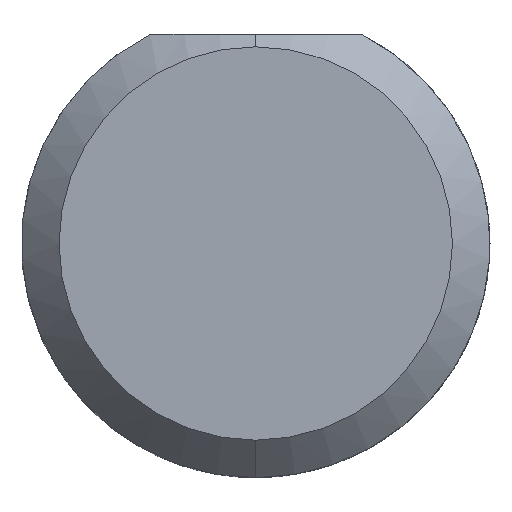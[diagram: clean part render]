
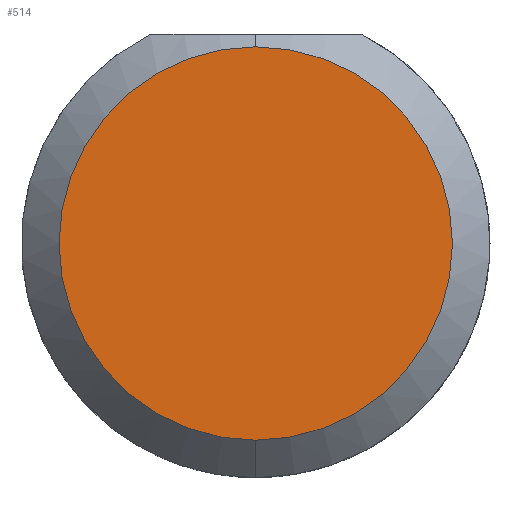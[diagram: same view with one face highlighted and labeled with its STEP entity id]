
A CAD part, left-side view. The second image highlights one B-rep face of the part: STEP entity #514.
In plain terms, the highlighted planar face has unit normal (-1, 0, 0).
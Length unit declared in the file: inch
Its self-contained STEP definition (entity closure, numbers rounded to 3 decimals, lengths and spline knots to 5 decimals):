
#4 = PLANE ( 'NONE',  #473 ) ;
#12 = CIRCLE ( 'NONE', #97, 0.0786 ) ;
#55 = EDGE_CURVE ( 'NONE', #697, #712, #12, .T. ) ;
#63 = DIRECTION ( 'NONE',  ( -1., 0., 0. ) ) ;
#77 = DIRECTION ( 'NONE',  ( 0., 0., -1. ) ) ;
#81 = CARTESIAN_POINT ( 'NONE',  ( 0., 0., 0. ) ) ;
#97 = AXIS2_PLACEMENT_3D ( 'NONE', #636, #63, #586 ) ;
#126 = FACE_OUTER_BOUND ( 'NONE', #463, .T. ) ;
#172 = ORIENTED_EDGE ( 'NONE', *, *, #55, .T. ) ;
#182 = DIRECTION ( 'NONE',  ( 1., 0., 0. ) ) ;
#289 = AXIS2_PLACEMENT_3D ( 'NONE', #341, #664, #332 ) ;
#321 = CARTESIAN_POINT ( 'NONE',  ( 0., 0., -0.0786 ) ) ;
#332 = DIRECTION ( 'NONE',  ( 0., 0., 1. ) ) ;
#341 = CARTESIAN_POINT ( 'NONE',  ( 0., 0., 0. ) ) ;
#444 = ORIENTED_EDGE ( 'NONE', *, *, #532, .T. ) ;
#463 = EDGE_LOOP ( 'NONE', ( #172, #444 ) ) ;
#473 = AXIS2_PLACEMENT_3D ( 'NONE', #81, #182, #77 ) ;
#514 = ADVANCED_FACE ( 'NONE', ( #126 ), #4, .F. ) ;
#532 = EDGE_CURVE ( 'NONE', #712, #697, #675, .T. ) ;
#586 = DIRECTION ( 'NONE',  ( 0., 0., 1. ) ) ;
#610 = CARTESIAN_POINT ( 'NONE',  ( 0., 0., 0.0786 ) ) ;
#636 = CARTESIAN_POINT ( 'NONE',  ( 0., 0., 0. ) ) ;
#664 = DIRECTION ( 'NONE',  ( -1., 0., 0. ) ) ;
#675 = CIRCLE ( 'NONE', #289, 0.0786 ) ;
#697 = VERTEX_POINT ( 'NONE', #321 ) ;
#712 = VERTEX_POINT ( 'NONE', #610 ) ;
